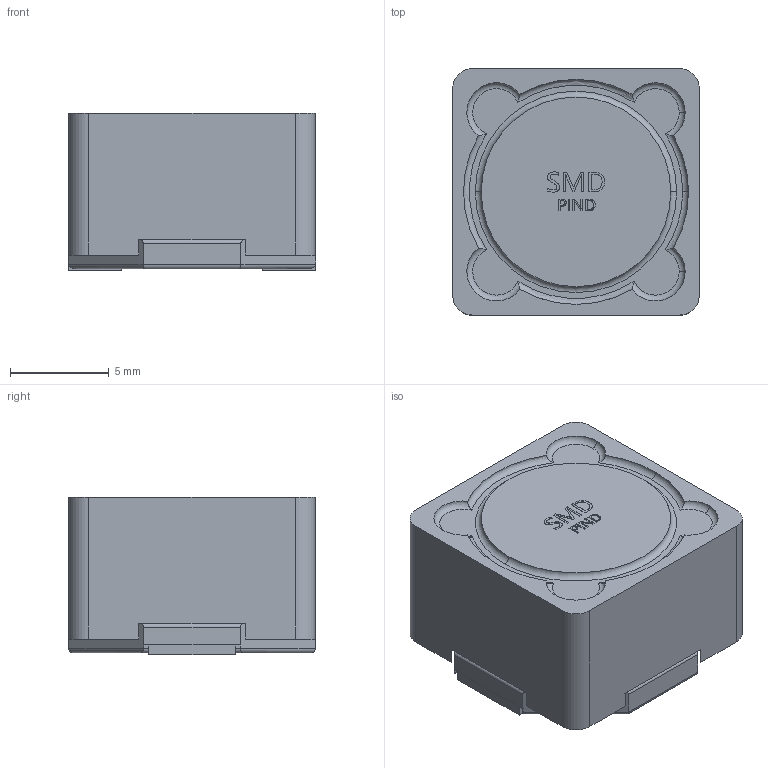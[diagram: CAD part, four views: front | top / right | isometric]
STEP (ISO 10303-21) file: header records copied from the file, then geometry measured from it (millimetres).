
FILE_DESCRIPTION (( 'STEP AP214' ), '1' );
FILE_NAME ('SMD-PIND_L12.5-W12.5-H8.0.step', '2022-07-26T08:59:06', ( '' ), ( '' ), 'SwSTEP 2.0', 'SolidWorks 2020', '' );
FILE_SCHEMA (( 'AUTOMOTIVE_DESIGN' ));
Length unit declared in the file: millimetre
Products named in the file (1): SMD-PIND_L12.5-W12.5-H8.0
Bounding box: 12.57 x 12.5 x 8 mm (x, y, z)
Volume: 1185.7 mm3; surface area: 1055 mm2
Topology: 17 solids, 17 shells, 483 faces, 1274 edges, 844 vertices
Faces by surface type: plane 300, bspline 146, cylinder 24, torus 13
Entity records: 22591 total; most frequent: CARTESIAN_POINT 6784, ORIENTED_EDGE 2548, DIRECTION 1673, EDGE_CURVE 1274, VECTOR 903, LINE 903, VERTEX_POINT 844, EDGE_LOOP 514
